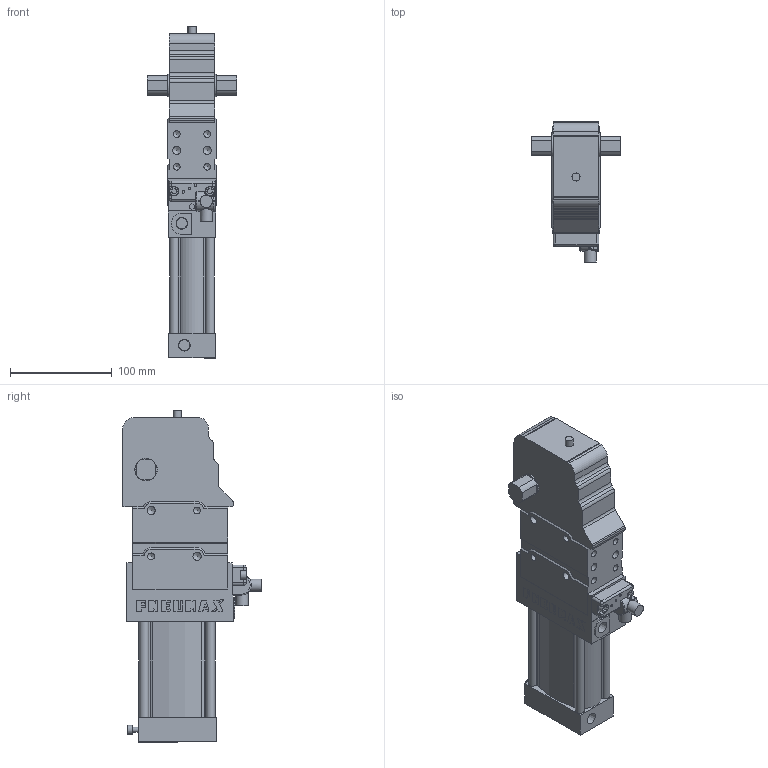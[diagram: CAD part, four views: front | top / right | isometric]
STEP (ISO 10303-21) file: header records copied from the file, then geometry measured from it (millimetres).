
FILE_DESCRIPTION(/* description */ (''),/* implementation_level */ '2;1');
FILE_NAME(/* name */ 'C2X50EN.stp',/* time_stamp */ '2018-02-28T08:37:19+01:00',/* author */ ('donadda1'),/* organization */ (''),/* preprocessor_version */ 'ST-DEVELOPER v16.5',/* originating_system */ 'Autodesk Inventor 2017',/* authorisation */ '');
FILE_SCHEMA (('AUTOMOTIVE_DESIGN { 1 0 10303 214 3 1 1 }'));
Length unit declared in the file: millimetre
Products named in the file (4): #12286; CHIUSURA 50_X_NAAMS_NPT; ES001; ES001_CONN_90°
Assembly tree (3 placements, depth 2):
  #12286
    CHIUSURA 50_X_NAAMS_NPT
    ES001
    ES001_CONN_90°
Bounding box: 88 x 137.1 x 325.5 mm (x, y, z)
Volume: 1281637.4 mm3; surface area: 121401.3 mm2
Topology: 3 solids, 3 shells, 379 faces, 1076 edges, 750 vertices
Faces by surface type: plane 201, cylinder 125, cone 34, bspline 9, torus 8, sphere 2
Full cylindrical faces by diameter (mm): 4.134 x2, 5 x5, 5.489 x4, 6.647 x12, 7.9 x1, 8 x8, 8.5 x5, 12 x2, 17 x1, 22 x3
Entity records: 12269 total; most frequent: CARTESIAN_POINT 2361, DIRECTION 2089, ORIENTED_EDGE 1954, EDGE_CURVE 977, AXIS2_PLACEMENT_3D 757, VERTEX_POINT 720, LINE 575, VECTOR 575
